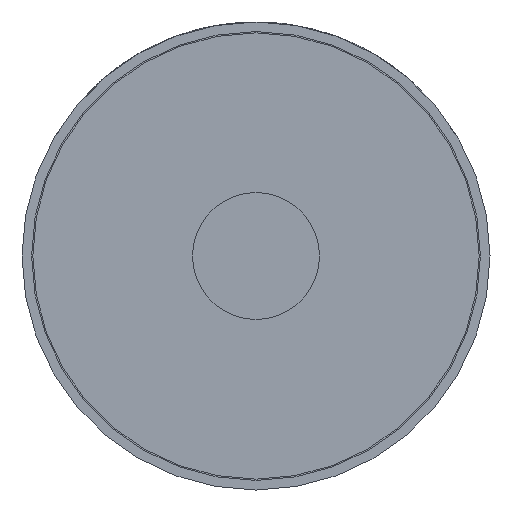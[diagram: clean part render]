
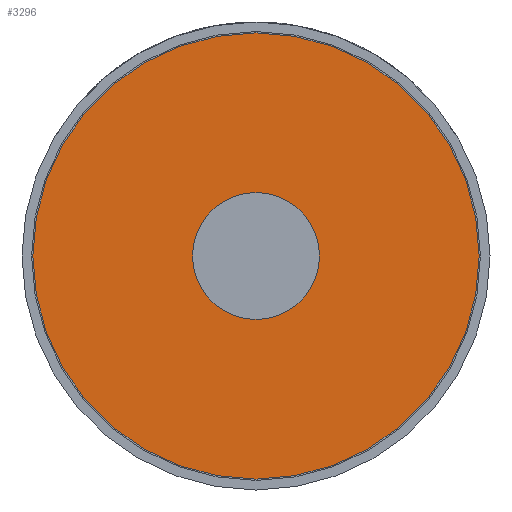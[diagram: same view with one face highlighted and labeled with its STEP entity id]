
A CAD part, front view. The second image highlights one B-rep face of the part: STEP entity #3296.
In plain terms, the highlighted planar face has unit normal (0, -1, 0).
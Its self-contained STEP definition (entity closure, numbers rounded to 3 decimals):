
#33 = CARTESIAN_POINT ( 'NONE',  ( 0.037, 0.053, 0. ) ) ;
#94 = EDGE_CURVE ( 'Defeature ausgef�hrt1_4+Defeature ausgef�hrt1_5+Defeature ausgef�hrt1_5+Defeature ausgef�hrt1_5', #1260, #2087, #2871, .T. ) ;
#220 = DIRECTION ( 'NONE',  ( 0., -1., 0. ) ) ;
#503 = VERTEX_POINT ( 'NONE', #1883 ) ;
#685 = CARTESIAN_POINT ( 'NONE',  ( 0.037, 0.053, 0. ) ) ;
#712 = DIRECTION ( 'NONE',  ( 0., 0., -1. ) ) ;
#787 = AXIS2_PLACEMENT_3D ( 'NONE', #919, #1984, #1639 ) ;
#919 = CARTESIAN_POINT ( 'NONE',  ( 0.037, 0.053, 0. ) ) ;
#979 = EDGE_CURVE ( 'Defeature ausgef�hrt1_4+Defeature ausgef�hrt1_5+Defeature ausgef�hrt1_5+Defeature ausgef�hrt1_5', #2087, #1260, #2601, .T. ) ;
#982 = FACE_OUTER_BOUND ( 'NONE', #3425, .T. ) ;
#1005 = DIRECTION ( 'NONE',  ( 0., -1., 0. ) ) ;
#1260 = VERTEX_POINT ( 'NONE', #3653 ) ;
#1342 = DIRECTION ( 'NONE',  ( 0., 0., -1. ) ) ;
#1408 = ORIENTED_EDGE ( 'NONE', *, *, #1682, .F. ) ;
#1413 = ORIENTED_EDGE ( 'NONE', *, *, #979, .T. ) ;
#1556 = CARTESIAN_POINT ( 'NONE',  ( 0.037, 0.053, 1.74 ) ) ;
#1639 = DIRECTION ( 'NONE',  ( 0., 0., 1. ) ) ;
#1682 = EDGE_CURVE ( 'Defeature ausgef�hrt1_27+Defeature ausgef�hrt1_4+Defeature ausgef�hrt1_4+Defeature ausgef�hrt1_4', #503, #3003, #2401, .T. ) ;
#1697 = AXIS2_PLACEMENT_3D ( 'NONE', #685, #3751, #712 ) ;
#1703 = PLANE ( 'NONE',  #1697 ) ;
#1883 = CARTESIAN_POINT ( 'NONE',  ( 0.037, 0.053, -0.37 ) ) ;
#1942 = CARTESIAN_POINT ( 'NONE',  ( 0.037, 0.053, 0. ) ) ;
#1965 = ORIENTED_EDGE ( 'NONE', *, *, #94, .T. ) ;
#1984 = DIRECTION ( 'NONE',  ( 0., -1., 0. ) ) ;
#1999 = AXIS2_PLACEMENT_3D ( 'NONE', #33, #1005, #3707 ) ;
#2087 = VERTEX_POINT ( 'NONE', #1556 ) ;
#2294 = CARTESIAN_POINT ( 'NONE',  ( 0.037, 0.053, 0.37 ) ) ;
#2360 = AXIS2_PLACEMENT_3D ( 'NONE', #4400, #2703, #1342 ) ;
#2401 = CIRCLE ( 'NONE', #787, 0.37 ) ;
#2601 = CIRCLE ( 'NONE', #2917, 1.74 ) ;
#2703 = DIRECTION ( 'NONE',  ( 0., -1., 0. ) ) ;
#2765 = EDGE_LOOP ( 'NONE', ( #2960, #1408 ) ) ;
#2871 = CIRCLE ( 'NONE', #2360, 1.74 ) ;
#2917 = AXIS2_PLACEMENT_3D ( 'NONE', #1942, #220, #3286 ) ;
#2960 = ORIENTED_EDGE ( 'NONE', *, *, #3277, .F. ) ;
#3003 = VERTEX_POINT ( 'NONE', #2294 ) ;
#3277 = EDGE_CURVE ( 'Defeature ausgef�hrt1_27+Defeature ausgef�hrt1_4+Defeature ausgef�hrt1_4+Defeature ausgef�hrt1_4', #3003, #503, #3419, .T. ) ;
#3286 = DIRECTION ( 'NONE',  ( 0., 0., -1. ) ) ;
#3296 = ADVANCED_FACE ( 'Defeature ausgef�hrt1_4', ( #4329, #982 ), #1703, .T. ) ;
#3419 = CIRCLE ( 'NONE', #1999, 0.37 ) ;
#3425 = EDGE_LOOP ( 'NONE', ( #1965, #1413 ) ) ;
#3653 = CARTESIAN_POINT ( 'NONE',  ( 0.037, 0.053, -1.74 ) ) ;
#3707 = DIRECTION ( 'NONE',  ( 0., 0., 1. ) ) ;
#3751 = DIRECTION ( 'NONE',  ( 0., -1., 0. ) ) ;
#4329 = FACE_BOUND ( 'NONE', #2765, .T. ) ;
#4400 = CARTESIAN_POINT ( 'NONE',  ( 0.037, 0.053, 0. ) ) ;
